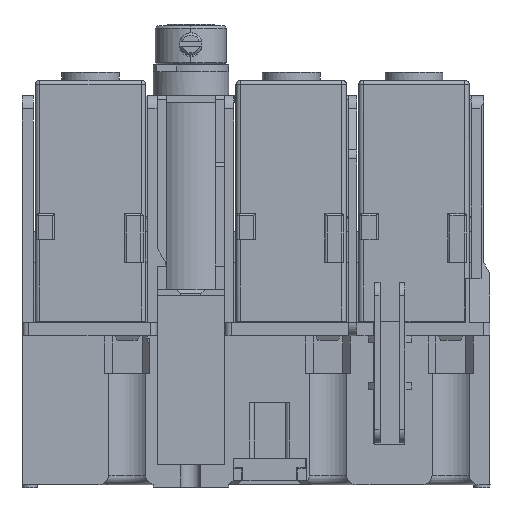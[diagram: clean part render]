
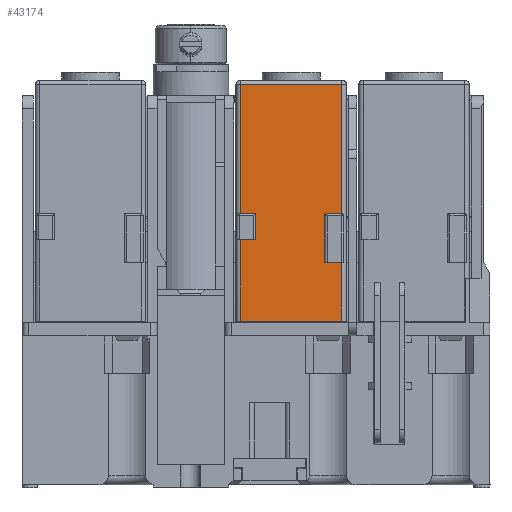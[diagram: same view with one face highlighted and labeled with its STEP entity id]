
A CAD part, front view. The second image highlights one B-rep face of the part: STEP entity #43174.
In plain terms, the highlighted planar face has unit normal (0, -1, 0).
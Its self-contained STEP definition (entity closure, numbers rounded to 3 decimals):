
#2752=DIRECTION('',(0.,0.,-1.));
#2753=VECTOR('',#2752,29.);
#2754=CARTESIAN_POINT('',(11.254,-45.306,121.447));
#2755=LINE('',#2754,#2753);
#2756=DIRECTION('',(0.,0.,-1.));
#2757=VECTOR('',#2756,18.3);
#2758=CARTESIAN_POINT('',(11.254,-45.306,86.547));
#2759=LINE('',#2758,#2757);
#2769=DIRECTION('',(-1.,0.,0.));
#2770=VECTOR('',#2769,3.7);
#2771=CARTESIAN_POINT('',(33.954,-45.306,92.447));
#2772=LINE('',#2771,#2770);
#2773=DIRECTION('',(0.,0.,-1.));
#2774=VECTOR('',#2773,11.);
#2775=CARTESIAN_POINT('',(30.254,-45.306,92.447));
#2776=LINE('',#2775,#2774);
#2777=DIRECTION('',(0.,0.,-1.));
#2778=VECTOR('',#2777,13.2);
#2779=CARTESIAN_POINT('',(34.054,-45.306,81.447));
#2780=LINE('',#2779,#2778);
#2781=DIRECTION('',(0.,0.,1.));
#2782=VECTOR('',#2781,5.9);
#2783=CARTESIAN_POINT('',(14.654,-45.306,86.547));
#2784=LINE('',#2783,#2782);
#2785=CARTESIAN_POINT('',(33.954,-45.306,91.947));
#2786=DIRECTION('',(0.,1.,0.));
#2787=DIRECTION('',(0.,0.,1.));
#2788=AXIS2_PLACEMENT_3D('',#2785,#2786,#2787);
#2817=DIRECTION('',(0.,0.,1.));
#2818=VECTOR('',#2817,29.01);
#2819=CARTESIAN_POINT('',(34.054,-45.306,92.437));
#2820=LINE('',#2819,#2818);
#19291=DIRECTION('',(1.,0.,0.));
#19292=VECTOR('',#19291,22.8);
#19293=CARTESIAN_POINT('',(11.254,-45.306,
68.247));
#19294=LINE('',#19293,#19292);
#22481=DIRECTION('',(-1.,0.,0.));
#22482=VECTOR('',#22481,22.8);
#22483=CARTESIAN_POINT('',(34.054,-45.306,
121.447));
#22484=LINE('',#22483,#22482);
#23186=DIRECTION('',(1.,0.,0.));
#23187=VECTOR('',#23186,1.1);
#23188=CARTESIAN_POINT('',(30.254,-45.306,
81.447));
#23189=LINE('',#23188,#23187);
#23205=DIRECTION('',(1.,0.,0.));
#23206=VECTOR('',#23205,0.7);
#23207=CARTESIAN_POINT('',(33.354,-45.306,
81.447));
#23208=LINE('',#23207,#23206);
#23299=DIRECTION('',(0.,0.,-1.));
#23300=VECTOR('',#23299,9.5);
#23301=CARTESIAN_POINT('',(33.354,-45.306,
90.947));
#23302=LINE('',#23301,#23300);
#23312=CARTESIAN_POINT('',(32.954,-45.306,
90.947));
#23313=DIRECTION('',(0.,1.,0.));
#23314=DIRECTION('',(0.,0.,1.));
#23315=AXIS2_PLACEMENT_3D('',#23312,#23313,#23314);
#23322=DIRECTION('',(1.,0.,0.));
#23323=VECTOR('',#23322,1.2);
#23324=CARTESIAN_POINT('',(31.754,-45.306,
91.347));
#23325=LINE('',#23324,#23323);
#23331=CARTESIAN_POINT('',(31.754,-45.306,
90.947));
#23332=DIRECTION('',(0.,1.,0.));
#23333=DIRECTION('',(-1.,0.,0.));
#23334=AXIS2_PLACEMENT_3D('',#23331,#23332,#23333);
#23336=DIRECTION('',(0.,0.,-1.));
#23337=VECTOR('',#23336,9.5);
#23338=CARTESIAN_POINT('',(31.354,-45.306,
90.947));
#23339=LINE('',#23338,#23337);
#23357=DIRECTION('',(-1.,0.,0.));
#23358=VECTOR('',#23357,3.4);
#23359=CARTESIAN_POINT('',(14.654,-45.306,
86.547));
#23360=LINE('',#23359,#23358);
#23408=DIRECTION('',(-1.,0.,0.));
#23409=VECTOR('',#23408,3.4);
#23410=CARTESIAN_POINT('',(14.654,-45.306,
92.447));
#23411=LINE('',#23410,#23409);
#34013=CARTESIAN_POINT('',(11.254,-45.306,
121.447));
#34014=VERTEX_POINT('',#34013);
#34015=CARTESIAN_POINT('',(34.054,-45.306,
121.447));
#34016=VERTEX_POINT('',#34015);
#37335=CARTESIAN_POINT('',(34.054,-45.306,
68.247));
#37337=VERTEX_POINT('',#37335);
#37340=CARTESIAN_POINT('',(11.254,-45.306,
68.247));
#37342=VERTEX_POINT('',#37340);
#37661=CARTESIAN_POINT('',(14.654,-45.306,
86.547));
#37662=CARTESIAN_POINT('',(11.254,-45.306,
86.547));
#37663=VERTEX_POINT('',#37661);
#37664=VERTEX_POINT('',#37662);
#37667=CARTESIAN_POINT('',(14.654,-45.306,
92.447));
#37668=CARTESIAN_POINT('',(11.254,-45.306,
92.447));
#37669=VERTEX_POINT('',#37667);
#37670=VERTEX_POINT('',#37668);
#37725=CARTESIAN_POINT('',(30.254,-45.306,
81.447));
#37726=CARTESIAN_POINT('',(31.354,-45.306,
81.447));
#37727=VERTEX_POINT('',#37725);
#37728=VERTEX_POINT('',#37726);
#37729=CARTESIAN_POINT('',(33.354,-45.306,
81.447));
#37730=CARTESIAN_POINT('',(34.054,-45.306,
81.447));
#37731=VERTEX_POINT('',#37729);
#37732=VERTEX_POINT('',#37730);
#37741=CARTESIAN_POINT('',(31.354,-45.306,
90.947));
#37742=VERTEX_POINT('',#37741);
#37743=CARTESIAN_POINT('',(33.354,-45.306,
90.947));
#37744=VERTEX_POINT('',#37743);
#37745=CARTESIAN_POINT('',(33.954,-45.306,
92.447));
#37746=CARTESIAN_POINT('',(34.054,-45.306,
92.437));
#37747=VERTEX_POINT('',#37745);
#37748=VERTEX_POINT('',#37746);
#37750=CARTESIAN_POINT('',(32.954,-45.306,
91.347));
#37751=VERTEX_POINT('',#37750);
#37752=CARTESIAN_POINT('',(31.754,-45.306,
91.347));
#37753=VERTEX_POINT('',#37752);
#37927=CARTESIAN_POINT('',(30.254,-45.306,
92.447));
#37928=VERTEX_POINT('',#37927);
#43131=CARTESIAN_POINT('',(14.654,-45.306,
91.247));
#43132=DIRECTION('',(0.,-1.,0.));
#43133=DIRECTION('',(0.,0.,-1.));
#43134=AXIS2_PLACEMENT_3D('',#43131,#43132,#43133);
#43135=PLANE('',#43134);
#43137=ORIENTED_EDGE('',*,*,#43136,.F.);
#43139=ORIENTED_EDGE('',*,*,#43138,.T.);
#43141=ORIENTED_EDGE('',*,*,#43140,.T.);
#43143=ORIENTED_EDGE('',*,*,#43142,.T.);
#43145=ORIENTED_EDGE('',*,*,#43144,.F.);
#43147=ORIENTED_EDGE('',*,*,#43146,.T.);
#43149=ORIENTED_EDGE('',*,*,#43148,.T.);
#43151=ORIENTED_EDGE('',*,*,#43150,.T.);
#43153=ORIENTED_EDGE('',*,*,#43152,.T.);
#43155=ORIENTED_EDGE('',*,*,#43154,.T.);
#43157=ORIENTED_EDGE('',*,*,#43156,.T.);
#43159=ORIENTED_EDGE('',*,*,#43158,.F.);
#43160=ORIENTED_EDGE('',*,*,#43114,.F.);
#43162=ORIENTED_EDGE('',*,*,#43161,.F.);
#43164=ORIENTED_EDGE('',*,*,#43163,.T.);
#43166=ORIENTED_EDGE('',*,*,#43165,.T.);
#43167=ORIENTED_EDGE('',*,*,#43104,.F.);
#43169=ORIENTED_EDGE('',*,*,#43168,.F.);
#43171=ORIENTED_EDGE('',*,*,#43170,.F.);
#43172=EDGE_LOOP('',(#43137,#43139,#43141,#43143,#43145,#43147,#43149,#43151,
#43153,#43155,#43157,#43159,#43160,#43162,#43164,#43166,#43167,#43169,#43171));
#43173=FACE_OUTER_BOUND('',#43172,.F.);
#2789=CIRCLE('',#2788,0.5);
#23316=CIRCLE('',#23315,0.4);
#23335=CIRCLE('',#23334,0.4);
#43104=EDGE_CURVE('',#34014,#37670,#2755,.T.);
#43114=EDGE_CURVE('',#37664,#37342,#2759,.T.);
#43136=EDGE_CURVE('',#37747,#37748,#2789,.T.);
#43138=EDGE_CURVE('',#37747,#37928,#2772,.T.);
#43140=EDGE_CURVE('',#37928,#37727,#2776,.T.);
#43142=EDGE_CURVE('',#37727,#37728,#23189,.T.);
#43144=EDGE_CURVE('',#37742,#37728,#23339,.T.);
#43146=EDGE_CURVE('',#37742,#37753,#23335,.T.);
#43148=EDGE_CURVE('',#37753,#37751,#23325,.T.);
#43150=EDGE_CURVE('',#37751,#37744,#23316,.T.);
#43152=EDGE_CURVE('',#37744,#37731,#23302,.T.);
#43154=EDGE_CURVE('',#37731,#37732,#23208,.T.);
#43156=EDGE_CURVE('',#37732,#37337,#2780,.T.);
#43158=EDGE_CURVE('',#37342,#37337,#19294,.T.);
#43161=EDGE_CURVE('',#37663,#37664,#23360,.T.);
#43163=EDGE_CURVE('',#37663,#37669,#2784,.T.);
#43165=EDGE_CURVE('',#37669,#37670,#23411,.T.);
#43168=EDGE_CURVE('',#34016,#34014,#22484,.T.);
#43170=EDGE_CURVE('',#37748,#34016,#2820,.T.);
#43174=ADVANCED_FACE('',(#43173),#43135,.T.);
